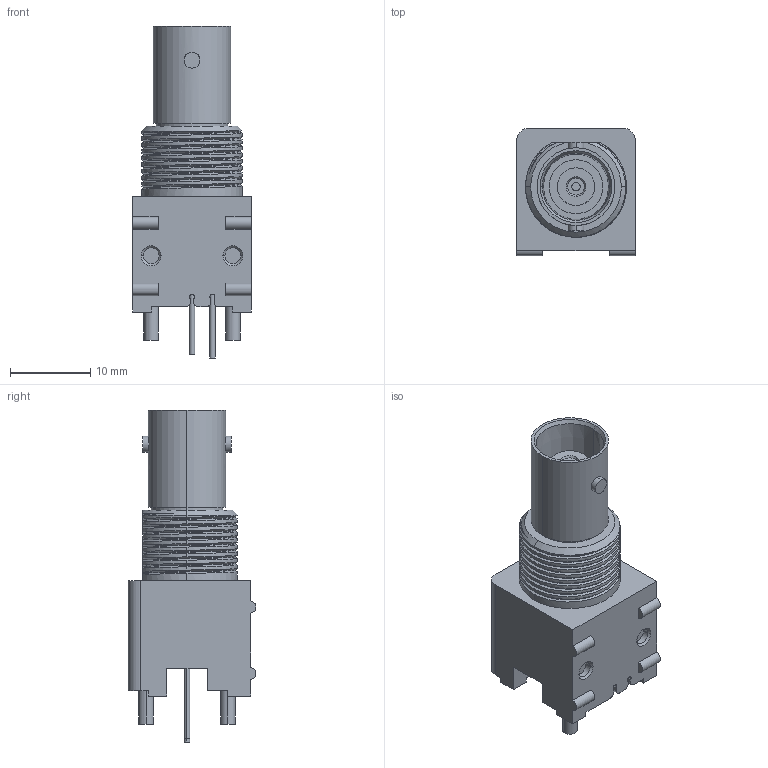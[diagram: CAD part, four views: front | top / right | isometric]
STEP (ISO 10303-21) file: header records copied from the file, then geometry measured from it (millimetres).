
FILE_DESCRIPTION(('STEP AP242'),'1');
FILE_NAME('5227222-3.stp','2022-07-25T00:45:48',('TraceParts'),('TraceParts S.A.'),'Spatial InterOp 3D',' ',' ');
FILE_SCHEMA(('AP242_MANAGED_MODEL_BASED_3D_ENGINEERING_MIM_LF {1 0 10303 442 1 1 4}'));
Length unit declared in the file: millimetre
Products named in the file (1): 5227222-3
Bounding box: 14.76 x 15.88 x 41.27 mm (x, y, z)
Volume: 4264.9 mm3; surface area: 2631 mm2
Topology: 1 solids, 1 shells, 214 faces, 568 edges, 373 vertices
Faces by surface type: cylinder 85, plane 70, bspline 37, cone 18, torus 4
Entity records: 11400 total; most frequent: CARTESIAN_POINT 6296, ORIENTED_EDGE 1136, DIRECTION 942, EDGE_CURVE 568, VERTEX_POINT 373, AXIS2_PLACEMENT_3D 334, LINE 274, VECTOR 274
